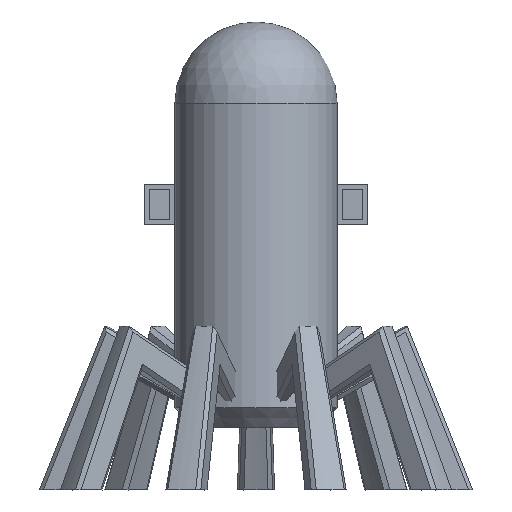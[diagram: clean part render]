
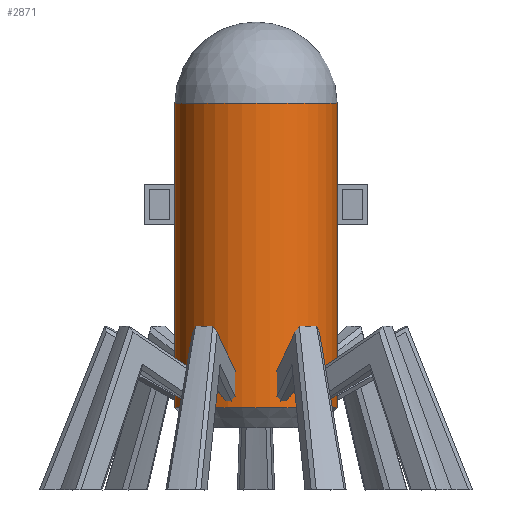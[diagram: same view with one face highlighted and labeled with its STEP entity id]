
A CAD part, left-side view. The second image highlights one B-rep face of the part: STEP entity #2871.
In plain terms, the highlighted cylindrical face has radius 400 mm (diameter 800 mm), a full revolution.
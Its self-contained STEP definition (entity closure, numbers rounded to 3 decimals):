
#547=CYLINDRICAL_SURFACE('',#3077,400.);
#553=FACE_OUTER_BOUND('',#727,.T.);
#727=EDGE_LOOP('',(#1920,#1921,#1922,#1923,#1924,#1925));
#901=LINE('',#3674,#989);
#989=VECTOR('',#3260,400.);
#1078=CIRCLE('',#3075,400.);
#1079=CIRCLE('',#3076,400.);
#1080=CIRCLE('',#3078,400.);
#1081=CIRCLE('',#3079,400.);
#1141=VERTEX_POINT('',#3667);
#1142=VERTEX_POINT('',#3669);
#1143=VERTEX_POINT('',#3673);
#1144=VERTEX_POINT('',#3675);
#1455=EDGE_CURVE('',#1141,#1142,#1078,.T.);
#1456=EDGE_CURVE('',#1142,#1141,#1079,.T.);
#1457=EDGE_CURVE('',#1142,#1143,#901,.T.);
#1458=EDGE_CURVE('',#1143,#1144,#1080,.T.);
#1459=EDGE_CURVE('',#1144,#1143,#1081,.T.);
#1920=ORIENTED_EDGE('',*,*,#1455,.F.);
#1921=ORIENTED_EDGE('',*,*,#1456,.F.);
#1922=ORIENTED_EDGE('',*,*,#1457,.T.);
#1923=ORIENTED_EDGE('',*,*,#1458,.T.);
#1924=ORIENTED_EDGE('',*,*,#1459,.T.);
#1925=ORIENTED_EDGE('',*,*,#1457,.F.);
#2871=ADVANCED_FACE('',(#553),#547,.T.);
#3075=AXIS2_PLACEMENT_3D('',#3670,#3254,#3255);
#3076=AXIS2_PLACEMENT_3D('',#3671,#3256,#3257);
#3077=AXIS2_PLACEMENT_3D('',#3672,#3258,#3259);
#3078=AXIS2_PLACEMENT_3D('',#3676,#3261,#3262);
#3079=AXIS2_PLACEMENT_3D('',#3677,#3263,#3264);
#3254=DIRECTION('center_axis',(0.,0.,-1.));
#3255=DIRECTION('ref_axis',(0.,-1.,0.));
#3256=DIRECTION('center_axis',(0.,0.,-1.));
#3257=DIRECTION('ref_axis',(0.,-1.,0.));
#3258=DIRECTION('center_axis',(0.,0.,-1.));
#3259=DIRECTION('ref_axis',(0.,1.,0.));
#3260=DIRECTION('',(0.,0.,1.));
#3261=DIRECTION('center_axis',(0.,0.,-1.));
#3262=DIRECTION('ref_axis',(1.,0.,0.));
#3263=DIRECTION('center_axis',(0.,0.,-1.));
#3264=DIRECTION('ref_axis',(1.,0.,0.));
#3667=CARTESIAN_POINT('',(0.,400.,100.));
#3669=CARTESIAN_POINT('',(0.,-400.,100.));
#3670=CARTESIAN_POINT('Origin',(0.,0.,100.));
#3671=CARTESIAN_POINT('Origin',(0.,0.,100.));
#3672=CARTESIAN_POINT('Origin',(0.,0.,800.));
#3673=CARTESIAN_POINT('',(0.,-400.,1600.));
#3674=CARTESIAN_POINT('',(0.,-400.,800.));
#3675=CARTESIAN_POINT('',(-400.,0.,1600.));
#3676=CARTESIAN_POINT('Origin',(0.,0.,1600.));
#3677=CARTESIAN_POINT('Origin',(0.,0.,1600.));
